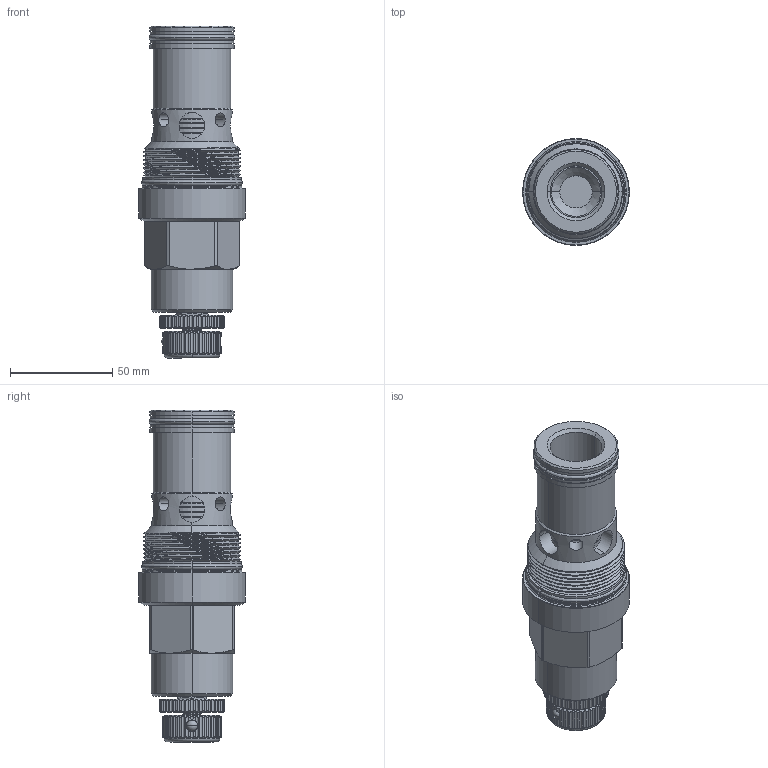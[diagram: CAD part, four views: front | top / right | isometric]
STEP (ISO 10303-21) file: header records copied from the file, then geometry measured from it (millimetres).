
FILE_DESCRIPTION (( 'STEP AP203' ), '1' );
FILE_NAME ('NV18A28-K.STEP', '2020-03-19T07:24:40', ( '' ), ( '' ), 'SwSTEP 2.0', 'SolidWorks 2018', '' );
FILE_SCHEMA (( 'CONFIG_CONTROL_DESIGN' ));
Length unit declared in the file: millimetre
Products named in the file (1): NV18A28-K
Bounding box: 52.37 x 52.37 x 162.66 mm (x, y, z)
Volume: 185501.2 mm3; surface area: 40516.7 mm2
Topology: 5 solids, 6 shells, 684 faces, 1943 edges, 1225 vertices
Faces by surface type: cylinder 421, plane 163, cone 44, torus 26, bspline 26, sphere 4
Entity records: 33876 total; most frequent: CARTESIAN_POINT 16994, ORIENTED_EDGE 3862, DIRECTION 3152, EDGE_CURVE 1931, VERTEX_POINT 1225, AXIS2_PLACEMENT_3D 1225, EDGE_LOOP 732, VECTOR 702
